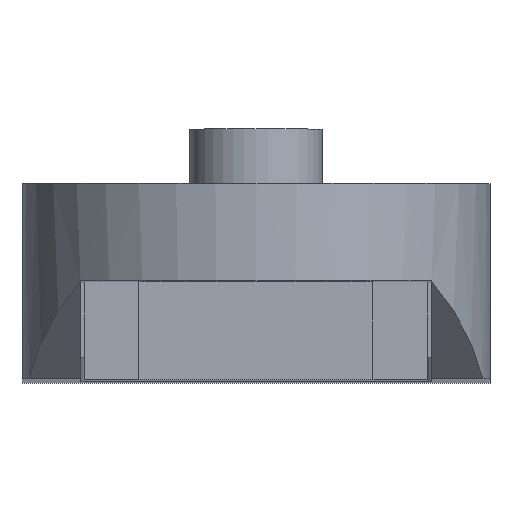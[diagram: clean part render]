
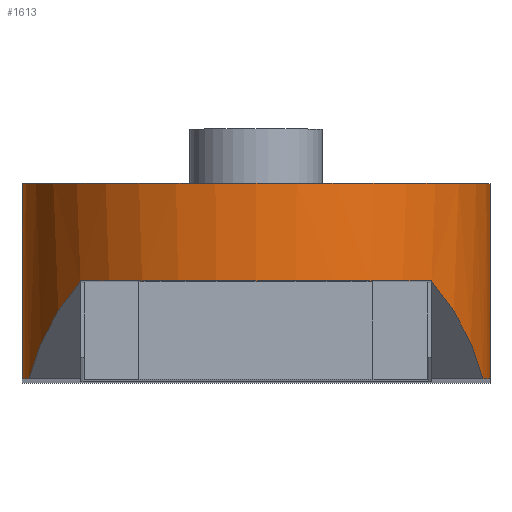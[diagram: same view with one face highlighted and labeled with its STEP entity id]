
A CAD part, top view. The second image highlights one B-rep face of the part: STEP entity #1613.
In plain terms, the highlighted cylindrical face has radius 12 mm (diameter 24 mm), a partial arc.
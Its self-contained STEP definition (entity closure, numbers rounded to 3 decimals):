
#29=ELLIPSE('',#1805,16.971,12.);
#30=ELLIPSE('',#1807,16.971,12.);
#59=CIRCLE('',#1785,12.);
#67=CIRCLE('',#1809,12.);
#68=CIRCLE('',#1812,12.);
#69=CIRCLE('',#1821,12.);
#93=CYLINDRICAL_SURFACE('',#1822,12.);
#154=FACE_OUTER_BOUND('',#241,.T.);
#241=EDGE_LOOP('',(#1317,#1318,#1319,#1320,#1321,#1322,#1323,#1324));
#371=LINE('',#2528,#561);
#393=LINE('',#2590,#583);
#561=VECTOR('',#2051,10.);
#583=VECTOR('',#2113,10.);
#700=VERTEX_POINT('',#2452);
#709=VERTEX_POINT('',#2474);
#720=VERTEX_POINT('',#2505);
#721=VERTEX_POINT('',#2507);
#726=VERTEX_POINT('',#2526);
#744=VERTEX_POINT('',#2578);
#745=VERTEX_POINT('',#2582);
#746=VERTEX_POINT('',#2586);
#895=EDGE_CURVE('',#721,#720,#59,.T.);
#906=EDGE_CURVE('',#720,#726,#371,.T.);
#931=EDGE_CURVE('',#744,#700,#29,.T.);
#933=EDGE_CURVE('',#709,#745,#30,.T.);
#936=EDGE_CURVE('',#745,#746,#67,.T.);
#937=EDGE_CURVE('',#721,#746,#393,.T.);
#938=EDGE_CURVE('',#726,#744,#68,.T.);
#958=EDGE_CURVE('',#700,#709,#69,.T.);
#1317=ORIENTED_EDGE('',*,*,#933,.T.);
#1318=ORIENTED_EDGE('',*,*,#936,.T.);
#1319=ORIENTED_EDGE('',*,*,#937,.F.);
#1320=ORIENTED_EDGE('',*,*,#895,.T.);
#1321=ORIENTED_EDGE('',*,*,#906,.T.);
#1322=ORIENTED_EDGE('',*,*,#938,.T.);
#1323=ORIENTED_EDGE('',*,*,#931,.T.);
#1324=ORIENTED_EDGE('',*,*,#958,.T.);
#1613=ADVANCED_FACE('',(#154),#93,.T.);
#1785=AXIS2_PLACEMENT_3D('',#2508,#2030,#2031);
#1805=AXIS2_PLACEMENT_3D('',#2579,#2098,#2099);
#1807=AXIS2_PLACEMENT_3D('',#2583,#2103,#2104);
#1809=AXIS2_PLACEMENT_3D('',#2588,#2109,#2110);
#1812=AXIS2_PLACEMENT_3D('',#2592,#2116,#2117);
#1821=AXIS2_PLACEMENT_3D('',#2631,#2153,#2154);
#1822=AXIS2_PLACEMENT_3D('',#2632,#2155,#2156);
#2030=DIRECTION('center_axis',(0.,0.,1.));
#2031=DIRECTION('ref_axis',(1.,0.,0.));
#2051=DIRECTION('',(0.,0.,1.));
#2098=DIRECTION('center_axis',(0.,-0.707,-0.707));
#2099=DIRECTION('ref_axis',(0.,0.707,-0.707));
#2103=DIRECTION('center_axis',(0.,-0.707,-0.707));
#2104=DIRECTION('ref_axis',(0.,0.707,-0.707));
#2109=DIRECTION('center_axis',(0.,0.,-1.));
#2110=DIRECTION('ref_axis',(1.,0.,0.));
#2113=DIRECTION('',(0.,0.,1.));
#2116=DIRECTION('center_axis',(0.,0.,-1.));
#2117=DIRECTION('ref_axis',(1.,0.,0.));
#2153=DIRECTION('center_axis',(0.,0.,-1.));
#2154=DIRECTION('ref_axis',(1.,0.,0.));
#2155=DIRECTION('center_axis',(0.,0.,1.));
#2156=DIRECTION('ref_axis',(1.,0.,0.));
#2452=CARTESIAN_POINT('',(-9.,7.937,5.));
#2474=CARTESIAN_POINT('',(9.,7.937,5.));
#2505=CARTESIAN_POINT('',(-12.,0.,0.));
#2507=CARTESIAN_POINT('',(12.,0.,0.));
#2508=CARTESIAN_POINT('Origin',(0.,0.,0.));
#2526=CARTESIAN_POINT('',(-12.,0.,10.));
#2528=CARTESIAN_POINT('',(-12.,0.,0.));
#2578=CARTESIAN_POINT('',(-11.635,2.937,10.));
#2579=CARTESIAN_POINT('Origin',(0.,0.,12.937));
#2582=CARTESIAN_POINT('',(11.635,2.937,10.));
#2583=CARTESIAN_POINT('Origin',(0.,0.,12.937));
#2586=CARTESIAN_POINT('',(12.,0.,10.));
#2588=CARTESIAN_POINT('Origin',(0.,0.,10.));
#2590=CARTESIAN_POINT('',(12.,0.,0.));
#2592=CARTESIAN_POINT('Origin',(0.,0.,10.));
#2631=CARTESIAN_POINT('Origin',(0.,0.,5.));
#2632=CARTESIAN_POINT('Origin',(0.,0.,0.));
